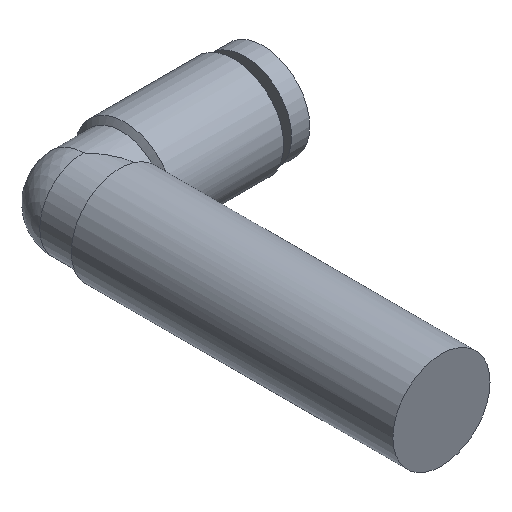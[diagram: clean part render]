
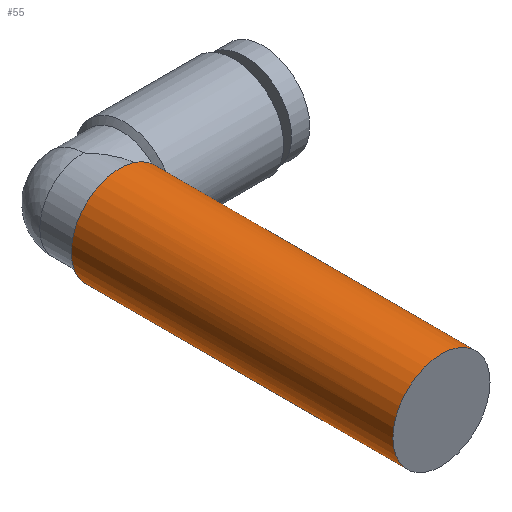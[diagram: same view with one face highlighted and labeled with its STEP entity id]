
A CAD part, isometric view. The second image highlights one B-rep face of the part: STEP entity #55.
In plain terms, the highlighted cylindrical face has radius 4 mm (diameter 8 mm), a full revolution.
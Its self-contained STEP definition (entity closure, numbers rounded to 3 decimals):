
#55 = ADVANCED_FACE( '', ( #114, #115 ), #116, .T. );
#114 = FACE_OUTER_BOUND( '', #174, .T. );
#115 = FACE_OUTER_BOUND( '', #175, .T. );
#116 = CYLINDRICAL_SURFACE( '', #176, 4. );
#174 = EDGE_LOOP( '', ( #253 ) );
#175 = EDGE_LOOP( '', ( #254, #255, #256, #257 ) );
#176 = AXIS2_PLACEMENT_3D( '', #258, #259, #260 );
#253 = ORIENTED_EDGE( '', *, *, #314, .F. );
#254 = ORIENTED_EDGE( '', *, *, #320, .T. );
#255 = ORIENTED_EDGE( '', *, *, #332, .T. );
#256 = ORIENTED_EDGE( '', *, *, #326, .T. );
#257 = ORIENTED_EDGE( '', *, *, #333, .T. );
#258 = CARTESIAN_POINT( '', ( 0., -29.5, 0. ) );
#259 = DIRECTION( '', ( 0., 1., 0. ) );
#260 = DIRECTION( '', ( 0., 0., -1. ) );
#314 = EDGE_CURVE( '', #358, #358, #359, .T. );
#320 = EDGE_CURVE( '', #361, #367, #369, .T. );
#326 = EDGE_CURVE( '', #377, #378, #379, .T. );
#332 = EDGE_CURVE( '', #367, #377, #387, .T. );
#333 = EDGE_CURVE( '', #378, #361, #388, .T. );
#358 = VERTEX_POINT( '', #414 );
#359 = CIRCLE( '', #415, 4. );
#361 = VERTEX_POINT( '', #417 );
#367 = VERTEX_POINT( '', #428 );
#369 = CIRCLE( '', #433, 4. );
#377 = VERTEX_POINT( '', #441 );
#378 = VERTEX_POINT( '', #442 );
#379 = B_SPLINE_CURVE_WITH_KNOTS( '', 3, ( #443, #444, #445, #446, #447, #448, #449, #450, #451, #452, #453, #454, #455, #456 ), .UNSPECIFIED., .F., .F., ( 4, 2, 2, 2, 2, 2, 4 ), ( 0., 0.001, 0.002, 0.002, 0.003, 0.003, 0.005 ), .UNSPECIFIED. );
#387 = B_SPLINE_CURVE_WITH_KNOTS( '', 3, ( #464, #465, #466, #467 ), .UNSPECIFIED., .F., .F., ( 4, 4 ), ( 0., 0.001 ), .UNSPECIFIED. );
#388 = B_SPLINE_CURVE_WITH_KNOTS( '', 3, ( #468, #469, #470, #471 ), .UNSPECIFIED., .F., .F., ( 4, 4 ), ( 0., 0.001 ), .UNSPECIFIED. );
#414 = CARTESIAN_POINT( '', ( 0., -29.5, -4. ) );
#415 = AXIS2_PLACEMENT_3D( '', #500, #501, #502 );
#417 = CARTESIAN_POINT( '', ( 3.234, -3., 2.354 ) );
#428 = CARTESIAN_POINT( '', ( 3.234, -3., -2.354 ) );
#433 = AXIS2_PLACEMENT_3D( '', #505, #506, #507 );
#441 = CARTESIAN_POINT( '', ( 3.4, -3.517, -2.107 ) );
#442 = CARTESIAN_POINT( '', ( 3.4, -3.517, 2.107 ) );
#443 = CARTESIAN_POINT( '', ( 3.4, -3.517, -2.107 ) );
#444 = CARTESIAN_POINT( '', ( 3.582, -3.693, -1.813 ) );
#445 = CARTESIAN_POINT( '', ( 3.732, -3.839, -1.488 ) );
#446 = CARTESIAN_POINT( '', ( 3.89, -3.993, -0.949 ) );
#447 = CARTESIAN_POINT( '', ( 3.931, -4.032, -0.765 ) );
#448 = CARTESIAN_POINT( '', ( 3.985, -4.086, -0.39 ) );
#449 = CARTESIAN_POINT( '', ( 4., -4.1, -0.197 ) );
#450 = CARTESIAN_POINT( '', ( 4., -4.1, 0.191 ) );
#451 = CARTESIAN_POINT( '', ( 3.986, -4.087, 0.382 ) );
#452 = CARTESIAN_POINT( '', ( 3.932, -4.034, 0.759 ) );
#453 = CARTESIAN_POINT( '', ( 3.891, -3.994, 0.947 ) );
#454 = CARTESIAN_POINT( '', ( 3.734, -3.84, 1.483 ) );
#455 = CARTESIAN_POINT( '', ( 3.583, -3.694, 1.812 ) );
#456 = CARTESIAN_POINT( '', ( 3.4, -3.517, 2.107 ) );
#464 = CARTESIAN_POINT( '', ( 3.234, -3., -2.354 ) );
#465 = CARTESIAN_POINT( '', ( 3.288, -3.177, -2.28 ) );
#466 = CARTESIAN_POINT( '', ( 3.344, -3.349, -2.198 ) );
#467 = CARTESIAN_POINT( '', ( 3.4, -3.517, -2.107 ) );
#468 = CARTESIAN_POINT( '', ( 3.4, -3.517, 2.107 ) );
#469 = CARTESIAN_POINT( '', ( 3.344, -3.349, 2.198 ) );
#470 = CARTESIAN_POINT( '', ( 3.288, -3.177, 2.28 ) );
#471 = CARTESIAN_POINT( '', ( 3.234, -3., 2.354 ) );
#500 = CARTESIAN_POINT( '', ( 0., -29.5, 0. ) );
#501 = DIRECTION( '', ( 0., -1., 0. ) );
#502 = DIRECTION( '', ( 0., 0., -1. ) );
#505 = CARTESIAN_POINT( '', ( 0., -3., 0. ) );
#506 = DIRECTION( '', ( 0., -1., 0. ) );
#507 = DIRECTION( '', ( 0., 0., -1. ) );
